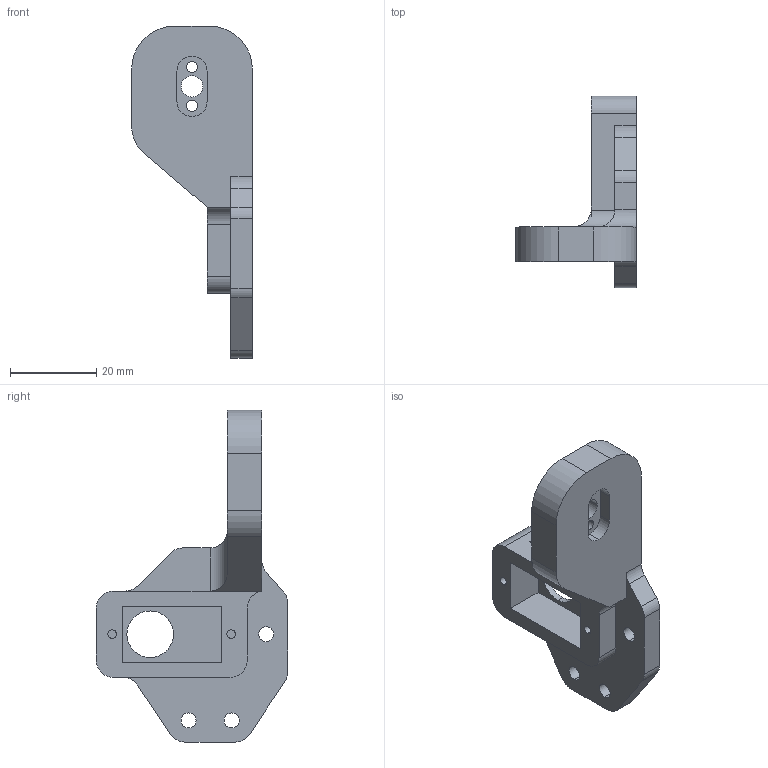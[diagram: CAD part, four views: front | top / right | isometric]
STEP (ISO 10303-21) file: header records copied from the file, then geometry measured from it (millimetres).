
FILE_DESCRIPTION (( 'STEP AP203' ), '1' );
FILE_NAME ('Gripper_base_Default_sldprt.STEP', '2025-04-14T10:32:56', ( '' ), ( '' ), 'SwSTEP 2.0', 'SolidWorks 2023', '' );
FILE_SCHEMA (( 'CONFIG_CONTROL_DESIGN' ));
Length unit declared in the file: millimetre
Products named in the file (1): Gripper_base_Default_sldprt
Bounding box: 28 x 44.4 x 77 mm (x, y, z)
Volume: 15721.4 mm3; surface area: 7859.5 mm2
Topology: 1 solids, 1 shells, 71 faces, 191 edges, 126 vertices
Faces by surface type: cylinder 41, plane 30
Entity records: 2355 total; most frequent: DIRECTION 409, CARTESIAN_POINT 398, ORIENTED_EDGE 382, EDGE_CURVE 191, AXIS2_PLACEMENT_3D 149, VERTEX_POINT 126, VECTOR 111, LINE 111
